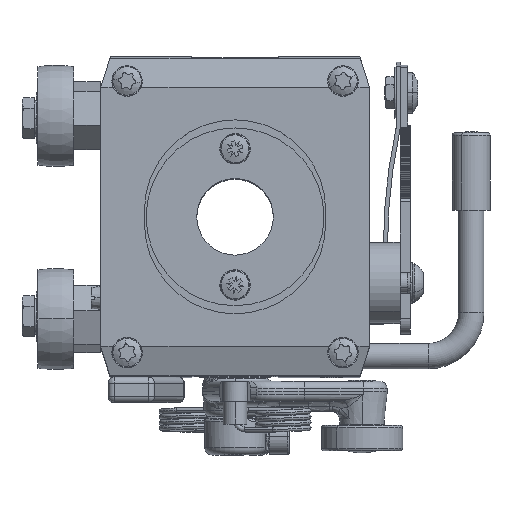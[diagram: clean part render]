
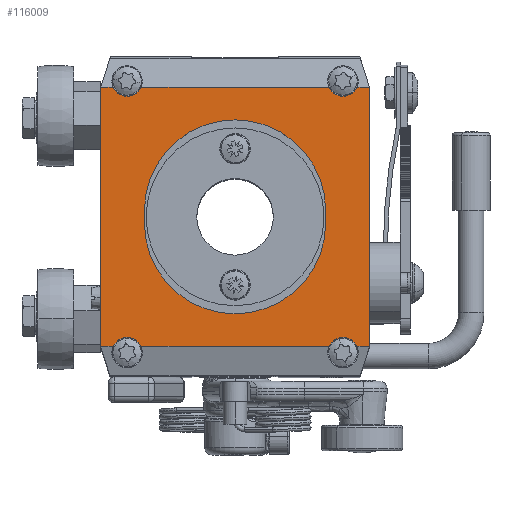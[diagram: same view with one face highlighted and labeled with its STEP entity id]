
A CAD part, top view. The second image highlights one B-rep face of the part: STEP entity #116009.
In plain terms, the highlighted planar face has unit normal (0, 0, 1).
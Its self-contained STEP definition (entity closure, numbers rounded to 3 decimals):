
#821 = DIRECTION ( 'NONE',  ( 1., 0., 0. ) ) ;
#1667 = DIRECTION ( 'NONE',  ( 0., 0., 1. ) ) ;
#1976 = VERTEX_POINT ( 'NONE', #161423 ) ;
#1997 = LINE ( 'NONE', #66962, #38968 ) ;
#3152 = DIRECTION ( 'NONE',  ( 0., 1., 0. ) ) ;
#4172 = ORIENTED_EDGE ( 'NONE', *, *, #16169, .F. ) ;
#5172 = VERTEX_POINT ( 'NONE', #74437 ) ;
#6731 = CIRCLE ( 'NONE', #39616, 3. ) ;
#8822 = EDGE_CURVE ( 'NONE', #67256, #5172, #148270, .T. ) ;
#9515 = CARTESIAN_POINT ( 'NONE',  ( -26.5, 25.5, 48.5 ) ) ;
#12359 = CARTESIAN_POINT ( 'NONE',  ( 23.977, -25.5, 48.5 ) ) ;
#13556 = CARTESIAN_POINT ( 'NONE',  ( -26.5, -25.5, 48.5 ) ) ;
#13581 = CARTESIAN_POINT ( 'NONE',  ( 21.25, -26.75, 48.5 ) ) ;
#14631 = ORIENTED_EDGE ( 'NONE', *, *, #106777, .F. ) ;
#16169 = EDGE_CURVE ( 'NONE', #150107, #46621, #81444, .T. ) ;
#16400 = CARTESIAN_POINT ( 'NONE',  ( -26.5, -25.5, 48.5 ) ) ;
#18200 = CARTESIAN_POINT ( 'NONE',  ( -18.523, 25.5, 48.5 ) ) ;
#18451 = PLANE ( 'NONE',  #43902 ) ;
#19106 = VECTOR ( 'NONE', #78238, 1000. ) ;
#21953 = CARTESIAN_POINT ( 'NONE',  ( 18.523, -25.5, 48.5 ) ) ;
#22260 = VECTOR ( 'NONE', #32145, 1000. ) ;
#24347 = CARTESIAN_POINT ( 'NONE',  ( 0., -1.25, 48.5 ) ) ;
#25113 = DIRECTION ( 'NONE',  ( -1., 0., 0. ) ) ;
#25453 = VECTOR ( 'NONE', #107646, 1000. ) ;
#26644 = ORIENTED_EDGE ( 'NONE', *, *, #82209, .F. ) ;
#27060 = EDGE_CURVE ( 'NONE', #46621, #150558, #6731, .T. ) ;
#28045 = DIRECTION ( 'NONE',  ( 1., 0., 0. ) ) ;
#29258 = CIRCLE ( 'NONE', #100178, 3. ) ;
#29695 = DIRECTION ( 'NONE',  ( 0., 0., 1. ) ) ;
#30608 = VERTEX_POINT ( 'NONE', #164216 ) ;
#30694 = VECTOR ( 'NONE', #3152, 1000. ) ;
#31037 = CARTESIAN_POINT ( 'NONE',  ( 18.523, 25.5, 48.5 ) ) ;
#32145 = DIRECTION ( 'NONE',  ( 0., -1., 0. ) ) ;
#32172 = CIRCLE ( 'NONE', #40384, 3. ) ;
#33771 = ORIENTED_EDGE ( 'NONE', *, *, #65990, .T. ) ;
#35167 = EDGE_CURVE ( 'NONE', #1976, #36680, #123996, .T. ) ;
#35514 = DIRECTION ( 'NONE',  ( 1., 0., 0. ) ) ;
#36057 = ORIENTED_EDGE ( 'NONE', *, *, #35167, .F. ) ;
#36680 = VERTEX_POINT ( 'NONE', #112233 ) ;
#37380 = LINE ( 'NONE', #128707, #19106 ) ;
#38968 = VECTOR ( 'NONE', #25113, 1000. ) ;
#39459 = AXIS2_PLACEMENT_3D ( 'NONE', #104224, #1667, #77702 ) ;
#39616 = AXIS2_PLACEMENT_3D ( 'NONE', #155723, #62867, #74705 ) ;
#40384 = AXIS2_PLACEMENT_3D ( 'NONE', #113563, #100722, #139120 ) ;
#40912 = ORIENTED_EDGE ( 'NONE', *, *, #48064, .F. ) ;
#43222 = CARTESIAN_POINT ( 'NONE',  ( -17.85, -1.25, 48.5 ) ) ;
#43902 = AXIS2_PLACEMENT_3D ( 'NONE', #94513, #67261, #80799 ) ;
#43963 = DIRECTION ( 'NONE',  ( 1., 0., 0. ) ) ;
#44160 = EDGE_CURVE ( 'NONE', #36680, #166563, #145376, .T. ) ;
#46621 = VERTEX_POINT ( 'NONE', #31037 ) ;
#48064 = EDGE_CURVE ( 'NONE', #50081, #94030, #80054, .T. ) ;
#50081 = VERTEX_POINT ( 'NONE', #12359 ) ;
#50143 = CARTESIAN_POINT ( 'NONE',  ( -23.977, 25.5, 48.5 ) ) ;
#50235 = EDGE_LOOP ( 'NONE', ( #134957, #51891, #36057, #115868 ) ) ;
#51891 = ORIENTED_EDGE ( 'NONE', *, *, #44160, .F. ) ;
#53551 = LINE ( 'NONE', #105536, #55968 ) ;
#55968 = VECTOR ( 'NONE', #95208, 1000. ) ;
#56006 = CARTESIAN_POINT ( 'NONE',  ( -26.5, 25.5, 48.5 ) ) ;
#56291 = DIRECTION ( 'NONE',  ( 0., 1., 0. ) ) ;
#56354 = CARTESIAN_POINT ( 'NONE',  ( -18.523, -25.5, 48.5 ) ) ;
#58602 = EDGE_CURVE ( 'NONE', #166563, #103079, #165381, .T. ) ;
#59666 = CARTESIAN_POINT ( 'NONE',  ( 26.5, -25.5, 48.5 ) ) ;
#62851 = ORIENTED_EDGE ( 'NONE', *, *, #8822, .T. ) ;
#62867 = DIRECTION ( 'NONE',  ( 0., 0., 1. ) ) ;
#64144 = DIRECTION ( 'NONE',  ( -1., 0., 0. ) ) ;
#65990 = EDGE_CURVE ( 'NONE', #130140, #30608, #53551, .T. ) ;
#66962 = CARTESIAN_POINT ( 'NONE',  ( -26.5, -25.5, 48.5 ) ) ;
#67256 = VERTEX_POINT ( 'NONE', #148323 ) ;
#67261 = DIRECTION ( 'NONE',  ( 0., 0., 1. ) ) ;
#68141 = CARTESIAN_POINT ( 'NONE',  ( -21.25, -26.75, 48.5 ) ) ;
#72332 = EDGE_LOOP ( 'NONE', ( #40912, #90355, #62851, #103570, #155369, #4172, #132222, #26644, #132650, #33771, #111431, #14631 ) ) ;
#74437 = CARTESIAN_POINT ( 'NONE',  ( 26.5, 25.5, 48.5 ) ) ;
#74705 = DIRECTION ( 'NONE',  ( 1., 0., 0. ) ) ;
#77263 = AXIS2_PLACEMENT_3D ( 'NONE', #13581, #117840, #821 ) ;
#77430 = VECTOR ( 'NONE', #56291, 1000. ) ;
#77634 = LINE ( 'NONE', #13556, #134770 ) ;
#77702 = DIRECTION ( 'NONE',  ( 1., 0., 0. ) ) ;
#78238 = DIRECTION ( 'NONE',  ( 1., 0., 0. ) ) ;
#80054 = CIRCLE ( 'NONE', #77263, 3. ) ;
#80799 = DIRECTION ( 'NONE',  ( 1., 0., 0. ) ) ;
#81444 = LINE ( 'NONE', #56006, #126309 ) ;
#82209 = EDGE_CURVE ( 'NONE', #160043, #91694, #150786, .T. ) ;
#82480 = LINE ( 'NONE', #120980, #22260 ) ;
#90355 = ORIENTED_EDGE ( 'NONE', *, *, #144404, .F. ) ;
#91694 = VERTEX_POINT ( 'NONE', #50143 ) ;
#92829 = FACE_OUTER_BOUND ( 'NONE', #72332, .T. ) ;
#94030 = VERTEX_POINT ( 'NONE', #21953 ) ;
#94513 = CARTESIAN_POINT ( 'NONE',  ( -26.5, -31.25, 48.5 ) ) ;
#95208 = DIRECTION ( 'NONE',  ( 1., 0., 0. ) ) ;
#95350 = LINE ( 'NONE', #159333, #30694 ) ;
#100178 = AXIS2_PLACEMENT_3D ( 'NONE', #68141, #29695, #28045 ) ;
#100385 = DIRECTION ( 'NONE',  ( 0., 0., 1. ) ) ;
#100722 = DIRECTION ( 'NONE',  ( 0., 0., 1. ) ) ;
#103079 = VERTEX_POINT ( 'NONE', #129411 ) ;
#103570 = ORIENTED_EDGE ( 'NONE', *, *, #149679, .F. ) ;
#104224 = CARTESIAN_POINT ( 'NONE',  ( 0., 1.25, 48.5 ) ) ;
#105536 = CARTESIAN_POINT ( 'NONE',  ( -26.5, -25.5, 48.5 ) ) ;
#106777 = EDGE_CURVE ( 'NONE', #94030, #117127, #77634, .T. ) ;
#107646 = DIRECTION ( 'NONE',  ( 1., 0., 0. ) ) ;
#111431 = ORIENTED_EDGE ( 'NONE', *, *, #163659, .F. ) ;
#112233 = CARTESIAN_POINT ( 'NONE',  ( -17.85, 1.25, 48.5 ) ) ;
#113563 = CARTESIAN_POINT ( 'NONE',  ( -21.25, 26.75, 48.5 ) ) ;
#113657 = EDGE_CURVE ( 'NONE', #91694, #150107, #32172, .T. ) ;
#115868 = ORIENTED_EDGE ( 'NONE', *, *, #116632, .F. ) ;
#116009 = ADVANCED_FACE ( 'NONE', ( #92829, #132111 ), #18451, .T. ) ;
#116632 = EDGE_CURVE ( 'NONE', #103079, #1976, #95350, .T. ) ;
#117127 = VERTEX_POINT ( 'NONE', #56354 ) ;
#117840 = DIRECTION ( 'NONE',  ( 0., 0., 1. ) ) ;
#120122 = CARTESIAN_POINT ( 'NONE',  ( 23.977, 25.5, 48.5 ) ) ;
#120980 = CARTESIAN_POINT ( 'NONE',  ( -26.5, 25.5, 48.5 ) ) ;
#123996 = CIRCLE ( 'NONE', #39459, 17.85 ) ;
#126309 = VECTOR ( 'NONE', #43963, 1000. ) ;
#128707 = CARTESIAN_POINT ( 'NONE',  ( -26.5, 25.5, 48.5 ) ) ;
#129411 = CARTESIAN_POINT ( 'NONE',  ( 17.85, -1.25, 48.5 ) ) ;
#130140 = VERTEX_POINT ( 'NONE', #16400 ) ;
#130937 = CARTESIAN_POINT ( 'NONE',  ( -17.85, 1.25, 48.5 ) ) ;
#132111 = FACE_BOUND ( 'NONE', #50235, .T. ) ;
#132222 = ORIENTED_EDGE ( 'NONE', *, *, #113657, .F. ) ;
#132650 = ORIENTED_EDGE ( 'NONE', *, *, #161725, .T. ) ;
#134770 = VECTOR ( 'NONE', #64144, 1000. ) ;
#134957 = ORIENTED_EDGE ( 'NONE', *, *, #58602, .F. ) ;
#139120 = DIRECTION ( 'NONE',  ( 1., 0., 0. ) ) ;
#144404 = EDGE_CURVE ( 'NONE', #67256, #50081, #1997, .T. ) ;
#145376 = LINE ( 'NONE', #130937, #155364 ) ;
#148270 = LINE ( 'NONE', #59666, #77430 ) ;
#148323 = CARTESIAN_POINT ( 'NONE',  ( 26.5, -25.5, 48.5 ) ) ;
#149679 = EDGE_CURVE ( 'NONE', #150558, #5172, #37380, .T. ) ;
#150107 = VERTEX_POINT ( 'NONE', #18200 ) ;
#150558 = VERTEX_POINT ( 'NONE', #120122 ) ;
#150786 = LINE ( 'NONE', #157920, #25453 ) ;
#155364 = VECTOR ( 'NONE', #157307, 1000. ) ;
#155369 = ORIENTED_EDGE ( 'NONE', *, *, #27060, .F. ) ;
#155723 = CARTESIAN_POINT ( 'NONE',  ( 21.25, 26.75, 48.5 ) ) ;
#157307 = DIRECTION ( 'NONE',  ( 0., -1., 0. ) ) ;
#157920 = CARTESIAN_POINT ( 'NONE',  ( -26.5, 25.5, 48.5 ) ) ;
#159333 = CARTESIAN_POINT ( 'NONE',  ( 17.85, 1.25, 48.5 ) ) ;
#159869 = AXIS2_PLACEMENT_3D ( 'NONE', #24347, #100385, #35514 ) ;
#160043 = VERTEX_POINT ( 'NONE', #9515 ) ;
#161423 = CARTESIAN_POINT ( 'NONE',  ( 17.85, 1.25, 48.5 ) ) ;
#161725 = EDGE_CURVE ( 'NONE', #160043, #130140, #82480, .T. ) ;
#163659 = EDGE_CURVE ( 'NONE', #117127, #30608, #29258, .T. ) ;
#164216 = CARTESIAN_POINT ( 'NONE',  ( -23.977, -25.5, 48.5 ) ) ;
#165381 = CIRCLE ( 'NONE', #159869, 17.85 ) ;
#166563 = VERTEX_POINT ( 'NONE', #43222 ) ;
